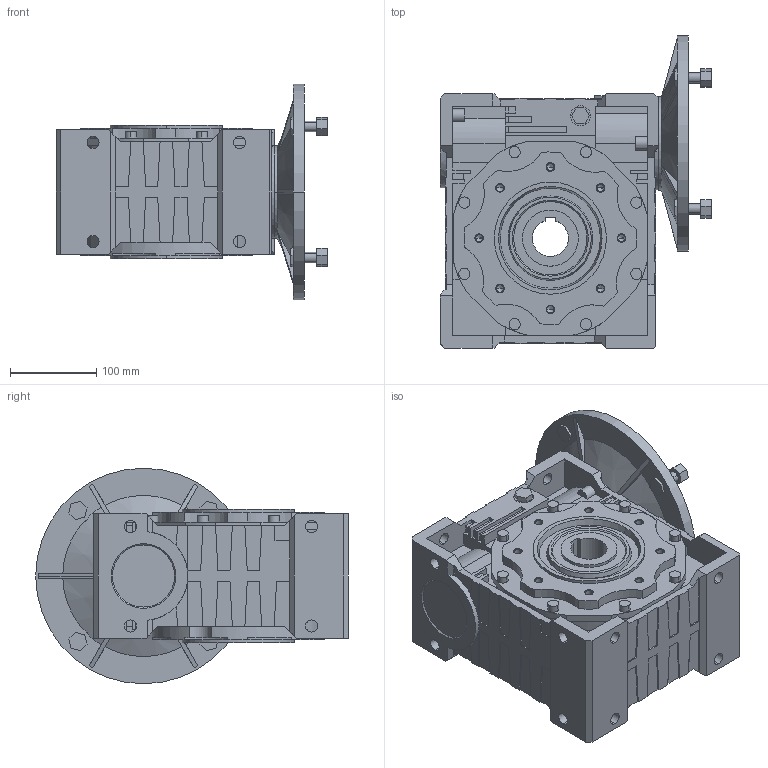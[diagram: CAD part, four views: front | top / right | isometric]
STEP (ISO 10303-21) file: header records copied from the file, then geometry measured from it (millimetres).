
FILE_DESCRIPTION( ( '' ), '1' );
FILE_NAME( 'nmrv1107_51504211100300no___2_14b.stp', '2011-09-28T13:57:54', ( '' ), ( '' ), ' ', ' ', ' ' );
FILE_SCHEMA( ( 'automotive_design' ) );
Length unit declared in the file: millimetre
Products named in the file (4): 1; 2; 3; 4
Bounding box: 314.5 x 362.5 x 250 mm (x, y, z)
Volume: 9201518.4 mm3; surface area: 685175.1 mm2
Topology: 4 solids, 4 shells, 939 faces, 2529 edges, 1634 vertices
Faces by surface type: plane 615, cylinder 218, cone 102, torus 4
Entity records: 57454 total; most frequent: CARTESIAN_POINT 5341, STYLED_ITEM 5074, PRESENTATION_STYLE_ASSIGNMENT 5074, COLOUR_RGB 5074, ORIENTED_EDGE 4994, DIRECTION 4973, EDGE_CURVE 2497, CURVE_STYLE 2497
